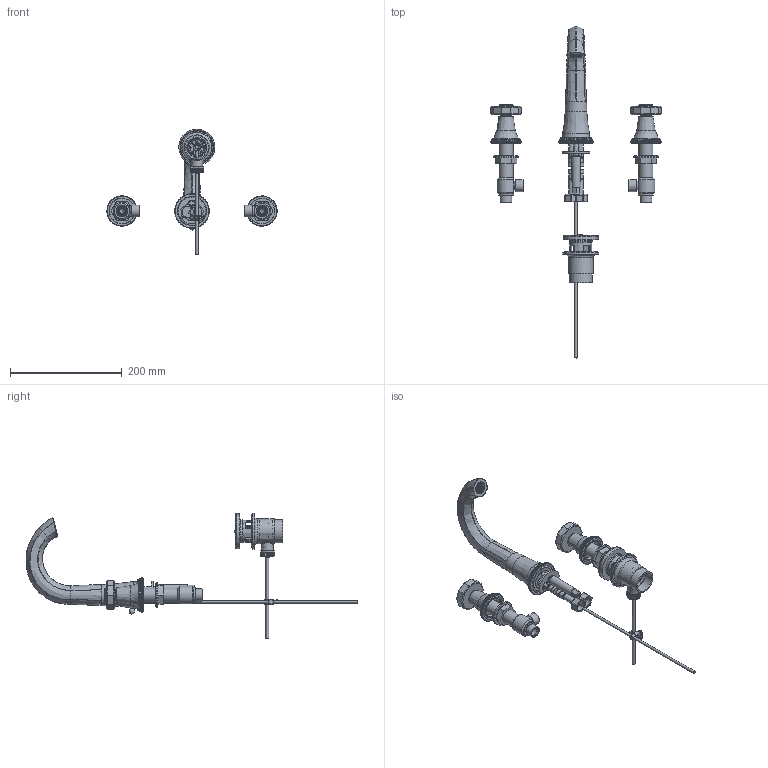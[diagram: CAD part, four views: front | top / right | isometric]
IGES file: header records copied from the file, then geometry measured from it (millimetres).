
Global section: file name: V6K16D; native system: Autodesk Inventor 2014; preprocessor: unknown; author: aprice; date: 20141015.091142; units: millimetre
Bounding box: 305.2 x 593.23 x 224.12 mm (x, y, z)
Volume: 559247.9 mm3; surface area: 279132.2 mm2
Topology: 59 solids, 60 shells, 4511 faces, 11624 edges, 7386 vertices
Faces by surface type: bspline 4509, plane 2
